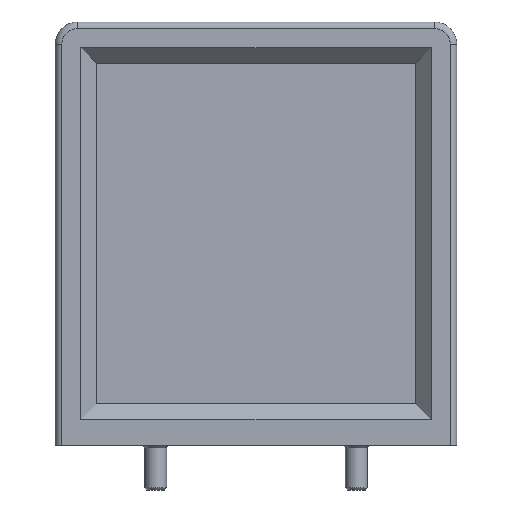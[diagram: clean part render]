
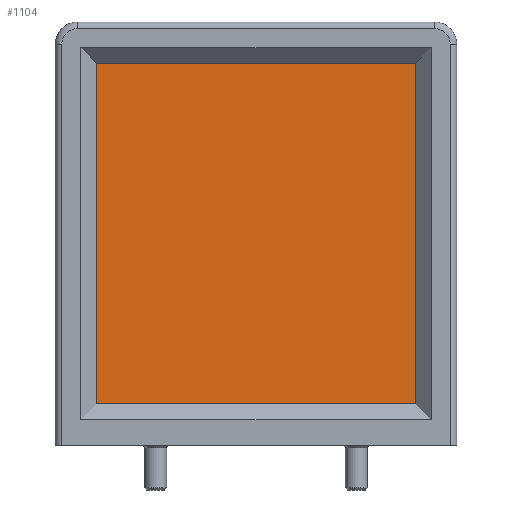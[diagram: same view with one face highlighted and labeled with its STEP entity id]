
A CAD part, front view. The second image highlights one B-rep face of the part: STEP entity #1104.
In plain terms, the highlighted planar face has unit normal (0, -1, 0).
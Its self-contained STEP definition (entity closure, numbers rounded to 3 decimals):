
#438 = VERTEX_POINT('',#439);
#439 = CARTESIAN_POINT('',(-80.,0.5,99.737));
#713 = VERTEX_POINT('',#714);
#714 = CARTESIAN_POINT('',(80.,0.5,99.737));
#787 = EDGE_CURVE('',#713,#438,#788,.T.);
#788 = LINE('',#789,#790);
#789 = CARTESIAN_POINT('',(80.,0.5,99.737));
#790 = VECTOR('',#791,1.);
#791 = DIRECTION('',(-1.,0.,0.));
#802 = EDGE_CURVE('',#438,#803,#805,.T.);
#803 = VERTEX_POINT('',#804);
#804 = CARTESIAN_POINT('',(-80.,0.5,-71.263));
#805 = LINE('',#806,#807);
#806 = CARTESIAN_POINT('',(-80.,0.5,99.737));
#807 = VECTOR('',#808,1.);
#808 = DIRECTION('',(0.,0.,-1.));
#971 = VERTEX_POINT('',#972);
#972 = CARTESIAN_POINT('',(80.,0.5,-71.263));
#978 = EDGE_CURVE('',#713,#971,#979,.T.);
#979 = LINE('',#980,#981);
#980 = CARTESIAN_POINT('',(80.,0.5,99.737));
#981 = VECTOR('',#982,1.);
#982 = DIRECTION('',(0.,0.,-1.));
#1071 = EDGE_CURVE('',#971,#803,#1072,.T.);
#1072 = LINE('',#1073,#1074);
#1073 = CARTESIAN_POINT('',(80.,0.5,-71.263));
#1074 = VECTOR('',#1075,1.);
#1075 = DIRECTION('',(-1.,0.,0.));
#1104 = ADVANCED_FACE('',(#1105),#1111,.F.);
#1105 = FACE_BOUND('',#1106,.T.);
#1106 = EDGE_LOOP('',(#1107,#1108,#1109,#1110));
#1107 = ORIENTED_EDGE('',*,*,#978,.F.);
#1108 = ORIENTED_EDGE('',*,*,#787,.T.);
#1109 = ORIENTED_EDGE('',*,*,#802,.T.);
#1110 = ORIENTED_EDGE('',*,*,#1071,.F.);
#1111 = PLANE('',#1112);
#1112 = AXIS2_PLACEMENT_3D('',#1113,#1114,#1115);
#1113 = CARTESIAN_POINT('',(80.,0.5,99.737));
#1114 = DIRECTION('',(-0.,1.,0.));
#1115 = DIRECTION('',(-1.,-0.,0.));
